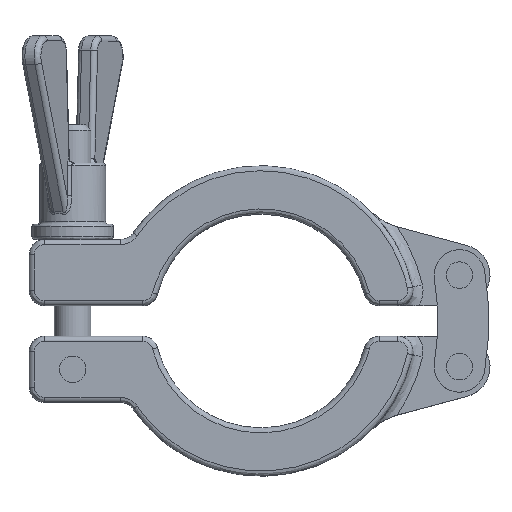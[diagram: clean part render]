
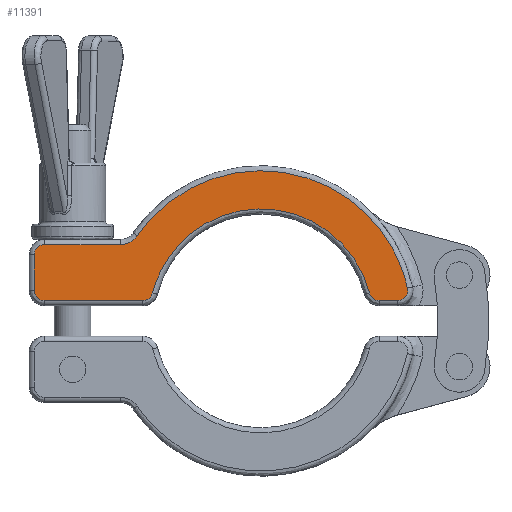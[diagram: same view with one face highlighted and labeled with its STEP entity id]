
A CAD part, top view. The second image highlights one B-rep face of the part: STEP entity #11391.
In plain terms, the highlighted planar face has unit normal (0, 0, 1).
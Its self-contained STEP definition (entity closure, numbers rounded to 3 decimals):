
#74 = EDGE_CURVE ( 'NONE', #11416, #3260, #4007, .T. ) ;
#100 = LINE ( 'NONE', #10438, #3344 ) ;
#171 = CARTESIAN_POINT ( 'NONE',  ( -21.301, 5.5, 8.5 ) ) ;
#249 = CARTESIAN_POINT ( 'NONE',  ( -42.5, 15., 8.5 ) ) ;
#322 = ORIENTED_EDGE ( 'NONE', *, *, #7972, .F. ) ;
#334 = CARTESIAN_POINT ( 'NONE',  ( -24.296, 16.731, 8.5 ) ) ;
#427 = FACE_OUTER_BOUND ( 'NONE', #7025, .T. ) ;
#468 = ORIENTED_EDGE ( 'NONE', *, *, #777, .F. ) ;
#763 = EDGE_CURVE ( 'NONE', #8700, #11986, #5112, .T. ) ;
#777 = EDGE_CURVE ( 'NONE', #8758, #8216, #6041, .T. ) ;
#787 = DIRECTION ( 'NONE',  ( 1., 0., 0. ) ) ;
#816 = DIRECTION ( 'NONE',  ( -1., 0., 0. ) ) ;
#863 = CARTESIAN_POINT ( 'NONE',  ( -42.5, 4., 8.5 ) ) ;
#894 = CARTESIAN_POINT ( 'NONE',  ( 28.789, 6.436, 8.5 ) ) ;
#943 = CARTESIAN_POINT ( 'NONE',  ( -42.5, 4., 8.5 ) ) ;
#1143 = EDGE_CURVE ( 'NONE', #4454, #8700, #10865, .T. ) ;
#1168 = CARTESIAN_POINT ( 'NONE',  ( -21.301, 5.5, 8.5 ) ) ;
#1222 = CARTESIAN_POINT ( 'NONE',  ( 22.235, 35.754, 8.5 ) ) ;
#1362 = CARTESIAN_POINT ( 'NONE',  ( -24.296, 16.731, 8.5 ) ) ;
#1501 = CARTESIAN_POINT ( 'NONE',  ( 28.789, 6.436, 8.5 ) ) ;
#1542 = CARTESIAN_POINT ( 'NONE',  ( -43.672, 4., 8.5 ) ) ;
#1898 = CARTESIAN_POINT ( 'NONE',  ( 28.225, 4., 8.5 ) ) ;
#1899 = ORIENTED_EDGE ( 'NONE', *, *, #10820, .F. ) ;
#2033 = CARTESIAN_POINT ( 'NONE',  ( -21.539, 4.581, 8.5 ) ) ;
#2181 = CARTESIAN_POINT ( 'NONE',  ( -7.258, 41.474, 8.5 ) ) ;
#2210 = CARTESIAN_POINT ( 'NONE',  ( -14.201, 33., 8.5 ) ) ;
#2306 = VERTEX_POINT ( 'NONE', #8304 ) ;
#2384 = CARTESIAN_POINT ( 'NONE',  ( -23.238, 4., 8.5 ) ) ;
#2574 = ORIENTED_EDGE ( 'NONE', *, *, #1143, .F. ) ;
#2658 = LINE ( 'NONE', #3712, #6809 ) ;
#2738 = CARTESIAN_POINT ( 'NONE',  ( -42.5, 13., 8.5 ) ) ;
#2749 = DIRECTION ( 'NONE',  ( 0., 1., 0. ) ) ;
#2988 = CARTESIAN_POINT ( 'NONE',  ( 21.301, 5.5, 8.5 ) ) ;
#3083 = CARTESIAN_POINT ( 'NONE',  ( -22.289, 4., 8.5 ) ) ;
#3233 = VECTOR ( 'NONE', #787, 1000. ) ;
#3260 = VERTEX_POINT ( 'NONE', #9995 ) ;
#3344 = VECTOR ( 'NONE', #12228, 1000. ) ;
#3370 = CARTESIAN_POINT ( 'NONE',  ( 28.789, 6.436, 8.5 ) ) ;
#3495 = VERTEX_POINT ( 'NONE', #7662 ) ;
#3649 = CARTESIAN_POINT ( 'NONE',  ( -44.5, 13., 8.5 ) ) ;
#3656 = VERTEX_POINT ( 'NONE', #249 ) ;
#3712 = CARTESIAN_POINT ( 'NONE',  ( -44.5, 13., 8.5 ) ) ;
#4007 =( BOUNDED_CURVE ( )  B_SPLINE_CURVE ( 3, ( #943, #1542, #6465, #5240 ),
 .UNSPECIFIED., .F., .F. ) 
 B_SPLINE_CURVE_WITH_KNOTS ( ( 4, 4 ),
 ( 0., 1. ),
 .UNSPECIFIED. ) 
 CURVE ( )  GEOMETRIC_REPRESENTATION_ITEM ( )  RATIONAL_B_SPLINE_CURVE ( ( 1., 0.805, 0.805, 1. ) ) 
 REPRESENTATION_ITEM ( '' )  );
#4132 = CARTESIAN_POINT ( 'NONE',  ( -42.5, 4., 8.5 ) ) ;
#4180 = EDGE_CURVE ( 'NONE', #3495, #12370, #100, .T. ) ;
#4247 = CARTESIAN_POINT ( 'NONE',  ( -44.5, 13., 8.5 ) ) ;
#4454 = VERTEX_POINT ( 'NONE', #10298 ) ;
#4514 = LINE ( 'NONE', #4132, #4902 ) ;
#4902 = VECTOR ( 'NONE', #7121, 1000. ) ;
#5015 = CARTESIAN_POINT ( 'NONE',  ( 21.301, 5.5, 8.5 ) ) ;
#5084 =( BOUNDED_CURVE ( )  B_SPLINE_CURVE ( 3, ( #8820, #9834, #8864, #2988 ),
 .UNSPECIFIED., .F., .F. ) 
 B_SPLINE_CURVE_WITH_KNOTS ( ( 4, 4 ),
 ( 0., 1. ),
 .UNSPECIFIED. ) 
 CURVE ( )  GEOMETRIC_REPRESENTATION_ITEM ( )  RATIONAL_B_SPLINE_CURVE ( ( 1., 0.86, 0.86, 1. ) ) 
 REPRESENTATION_ITEM ( '' )  );
#5112 =( BOUNDED_CURVE ( )  B_SPLINE_CURVE ( 3, ( #1168, #2033, #3083, #11316 ),
 .UNSPECIFIED., .F., .F. ) 
 B_SPLINE_CURVE_WITH_KNOTS ( ( 4, 4 ),
 ( 0., 1. ),
 .UNSPECIFIED. ) 
 CURVE ( )  GEOMETRIC_REPRESENTATION_ITEM ( )  RATIONAL_B_SPLINE_CURVE ( ( 1., 0.86, 0.86, 1. ) ) 
 REPRESENTATION_ITEM ( '' )  );
#5240 = CARTESIAN_POINT ( 'NONE',  ( -44.5, 6., 8.5 ) ) ;
#5257 = ORIENTED_EDGE ( 'NONE', *, *, #74, .F. ) ;
#5472 = EDGE_CURVE ( 'NONE', #10362, #3656, #6244, .T. ) ;
#6041 =( BOUNDED_CURVE ( )  B_SPLINE_CURVE ( 3, ( #8140, #2181, #1222, #3370 ),
 .UNSPECIFIED., .F., .T. ) 
 B_SPLINE_CURVE_WITH_KNOTS ( ( 4, 4 ),
 ( 0., 1. ),
 .UNSPECIFIED. ) 
 CURVE ( )  GEOMETRIC_REPRESENTATION_ITEM ( )  RATIONAL_B_SPLINE_CURVE ( ( 1., 0.6, 0.6, 1. ) ) 
 REPRESENTATION_ITEM ( '' )  );
#6118 = CARTESIAN_POINT ( 'NONE',  ( -21.301, 5.5, 8.5 ) ) ;
#6189 = CARTESIAN_POINT ( 'NONE',  ( -25.058, 15.625, 8.5 ) ) ;
#6191 = CARTESIAN_POINT ( 'NONE',  ( -42.5, 15., 8.5 ) ) ;
#6244 =( BOUNDED_CURVE ( )  B_SPLINE_CURVE ( 3, ( #4247, #10943, #12101, #6191 ),
 .UNSPECIFIED., .F., .T. ) 
 B_SPLINE_CURVE_WITH_KNOTS ( ( 4, 4 ),
 ( 0., 1. ),
 .UNSPECIFIED. ) 
 CURVE ( )  GEOMETRIC_REPRESENTATION_ITEM ( )  RATIONAL_B_SPLINE_CURVE ( ( 1., 0.805, 0.805, 1. ) ) 
 REPRESENTATION_ITEM ( '' )  );
#6465 = CARTESIAN_POINT ( 'NONE',  ( -44.5, 4.828, 8.5 ) ) ;
#6689 = DIRECTION ( 'NONE',  ( 0., 0., -1. ) ) ;
#6798 = EDGE_CURVE ( 'NONE', #8216, #3495, #9432, .T. ) ;
#6809 = VECTOR ( 'NONE', #2749, 1000. ) ;
#7025 = EDGE_LOOP ( 'NONE', ( #10070, #468, #322, #11586, #8264, #7355, #5257, #1899, #7346, #2574, #9183, #7566 ) ) ;
#7121 = DIRECTION ( 'NONE',  ( -1., 0., 0. ) ) ;
#7346 = ORIENTED_EDGE ( 'NONE', *, *, #763, .F. ) ;
#7355 = ORIENTED_EDGE ( 'NONE', *, *, #8396, .F. ) ;
#7566 = ORIENTED_EDGE ( 'NONE', *, *, #4180, .F. ) ;
#7662 = CARTESIAN_POINT ( 'NONE',  ( 26.837, 4., 8.5 ) ) ;
#7759 = CARTESIAN_POINT ( 'NONE',  ( 29.092, 5.083, 8.5 ) ) ;
#7972 = EDGE_CURVE ( 'NONE', #2306, #8758, #12102, .T. ) ;
#8078 = CARTESIAN_POINT ( 'NONE',  ( 23.238, 4., 8.5 ) ) ;
#8140 = CARTESIAN_POINT ( 'NONE',  ( -24.296, 16.731, 8.5 ) ) ;
#8216 = VERTEX_POINT ( 'NONE', #1501 ) ;
#8264 = ORIENTED_EDGE ( 'NONE', *, *, #5472, .F. ) ;
#8304 = CARTESIAN_POINT ( 'NONE',  ( -27.591, 15., 8.5 ) ) ;
#8396 = EDGE_CURVE ( 'NONE', #3260, #10362, #2658, .T. ) ;
#8424 = EDGE_CURVE ( 'NONE', #3656, #2306, #12092, .T. ) ;
#8700 = VERTEX_POINT ( 'NONE', #6118 ) ;
#8752 = CARTESIAN_POINT ( 'NONE',  ( 26.837, 4., 8.5 ) ) ;
#8758 = VERTEX_POINT ( 'NONE', #1362 ) ;
#8820 = CARTESIAN_POINT ( 'NONE',  ( 23.238, 4., 8.5 ) ) ;
#8864 = CARTESIAN_POINT ( 'NONE',  ( 21.539, 4.581, 8.5 ) ) ;
#9148 = CARTESIAN_POINT ( 'NONE',  ( -27.591, 15., 8.5 ) ) ;
#9183 = ORIENTED_EDGE ( 'NONE', *, *, #12721, .F. ) ;
#9432 =( BOUNDED_CURVE ( )  B_SPLINE_CURVE ( 3, ( #894, #7759, #1898, #8752 ),
 .UNSPECIFIED., .F., .T. ) 
 B_SPLINE_CURVE_WITH_KNOTS ( ( 4, 4 ),
 ( 0., 1. ),
 .UNSPECIFIED. ) 
 CURVE ( )  GEOMETRIC_REPRESENTATION_ITEM ( )  RATIONAL_B_SPLINE_CURVE ( ( 1., 0.75, 0.75, 1. ) ) 
 REPRESENTATION_ITEM ( '' )  );
#9834 = CARTESIAN_POINT ( 'NONE',  ( 22.289, 4., 8.5 ) ) ;
#9995 = CARTESIAN_POINT ( 'NONE',  ( -44.5, 6., 8.5 ) ) ;
#10070 = ORIENTED_EDGE ( 'NONE', *, *, #6798, .F. ) ;
#10144 = CARTESIAN_POINT ( 'NONE',  ( -26.247, 15., 8.5 ) ) ;
#10298 = CARTESIAN_POINT ( 'NONE',  ( 21.301, 5.5, 8.5 ) ) ;
#10360 = AXIS2_PLACEMENT_3D ( 'NONE', #2738, #6689, #816 ) ;
#10362 = VERTEX_POINT ( 'NONE', #3649 ) ;
#10438 = CARTESIAN_POINT ( 'NONE',  ( -42.5, 4., 8.5 ) ) ;
#10820 = EDGE_CURVE ( 'NONE', #11986, #11416, #4514, .T. ) ;
#10865 =( BOUNDED_CURVE ( )  B_SPLINE_CURVE ( 3, ( #5015, #10913, #2210, #171 ),
 .UNSPECIFIED., .F., .T. ) 
 B_SPLINE_CURVE_WITH_KNOTS ( ( 4, 4 ),
 ( 0., 1. ),
 .UNSPECIFIED. ) 
 CURVE ( )  GEOMETRIC_REPRESENTATION_ITEM ( )  RATIONAL_B_SPLINE_CURVE ( ( 1., 0.5, 0.5, 1. ) ) 
 REPRESENTATION_ITEM ( '' )  );
#10913 = CARTESIAN_POINT ( 'NONE',  ( 14.201, 33., 8.5 ) ) ;
#10943 = CARTESIAN_POINT ( 'NONE',  ( -44.5, 14.172, 8.5 ) ) ;
#11316 = CARTESIAN_POINT ( 'NONE',  ( -23.238, 4., 8.5 ) ) ;
#11391 = ADVANCED_FACE ( 'NONE', ( #427 ), #12584, .F. ) ;
#11416 = VERTEX_POINT ( 'NONE', #863 ) ;
#11577 = CARTESIAN_POINT ( 'NONE',  ( -42.5, 15., 8.5 ) ) ;
#11586 = ORIENTED_EDGE ( 'NONE', *, *, #8424, .F. ) ;
#11986 = VERTEX_POINT ( 'NONE', #2384 ) ;
#12092 = LINE ( 'NONE', #11577, #3233 ) ;
#12101 = CARTESIAN_POINT ( 'NONE',  ( -43.672, 15., 8.5 ) ) ;
#12102 =( BOUNDED_CURVE ( )  B_SPLINE_CURVE ( 3, ( #9148, #10144, #6189, #334 ),
 .UNSPECIFIED., .F., .T. ) 
 B_SPLINE_CURVE_WITH_KNOTS ( ( 4, 4 ),
 ( 0., 1. ),
 .UNSPECIFIED. ) 
 CURVE ( )  GEOMETRIC_REPRESENTATION_ITEM ( )  RATIONAL_B_SPLINE_CURVE ( ( 1., 0.923, 0.923, 1. ) ) 
 REPRESENTATION_ITEM ( '' )  );
#12228 = DIRECTION ( 'NONE',  ( -1., 0., 0. ) ) ;
#12370 = VERTEX_POINT ( 'NONE', #8078 ) ;
#12584 = PLANE ( 'NONE',  #10360 ) ;
#12721 = EDGE_CURVE ( 'NONE', #12370, #4454, #5084, .T. ) ;
